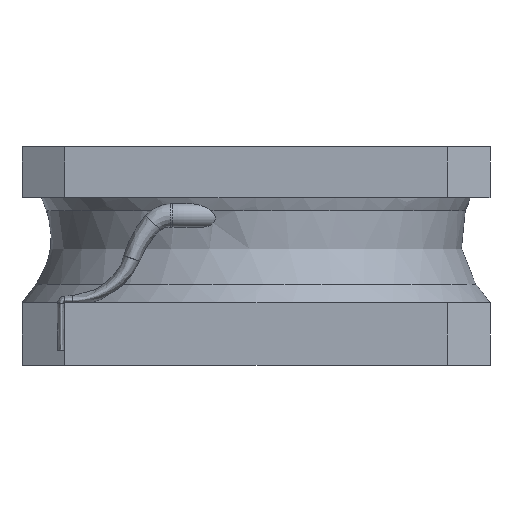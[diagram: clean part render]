
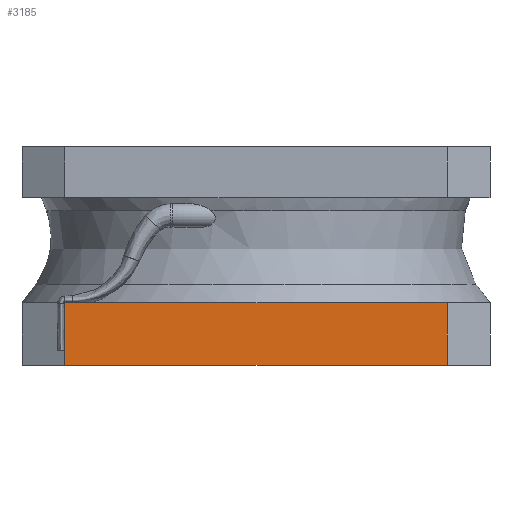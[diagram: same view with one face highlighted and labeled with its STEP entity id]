
A CAD part, left-side view. The second image highlights one B-rep face of the part: STEP entity #3185.
In plain terms, the highlighted face is planar.
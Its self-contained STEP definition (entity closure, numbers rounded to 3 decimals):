
#280=LINE('',#6162,#526);
#283=LINE('',#6168,#529);
#286=LINE('',#6174,#532);
#287=LINE('',#6176,#533);
#288=LINE('',#6177,#534);
#526=VECTOR('',#3712,1000.);
#529=VECTOR('',#3717,1000.);
#532=VECTOR('',#3722,1000.);
#533=VECTOR('',#3723,1000.);
#534=VECTOR('',#3724,1000.);
#1109=ORIENTED_EDGE('',*,*,#1477,.F.);
#1110=ORIENTED_EDGE('',*,*,#1471,.F.);
#1111=ORIENTED_EDGE('',*,*,#1474,.T.);
#1112=ORIENTED_EDGE('',*,*,#1478,.T.);
#1113=ORIENTED_EDGE('',*,*,#1479,.T.);
#1471=EDGE_CURVE('',#1695,#1696,#280,.T.);
#1474=EDGE_CURVE('',#1695,#1698,#283,.T.);
#1477=EDGE_CURVE('',#1696,#1700,#286,.T.);
#1478=EDGE_CURVE('',#1698,#1677,#287,.T.);
#1479=EDGE_CURVE('',#1677,#1700,#288,.T.);
#1677=VERTEX_POINT('',#5855);
#1695=VERTEX_POINT('',#6161);
#1696=VERTEX_POINT('',#6163);
#1698=VERTEX_POINT('',#6169);
#1700=VERTEX_POINT('',#6175);
#1908=EDGE_LOOP('',(#1109,#1110,#1111,#1112,#1113));
#2059=FACE_BOUND('',#1908,.T.);
#2156=PLANE('',#3296);
#3185=ADVANCED_FACE('',(#2059),#2156,.F.);
#3296=AXIS2_PLACEMENT_3D('',#6173,#3720,#3721);
#3712=DIRECTION('',(1.,0.,0.));
#3717=DIRECTION('',(0.,0.,1.));
#3720=DIRECTION('',(0.,-1.,0.));
#3721=DIRECTION('',(0.,0.,-1.));
#3722=DIRECTION('',(0.,0.,1.));
#3723=DIRECTION('',(1.,0.,0.));
#3724=DIRECTION('',(1.,0.,0.));
#5855=CARTESIAN_POINT('',(0.,3.,-0.675));
#6161=CARTESIAN_POINT('',(-2.45,3.,-1.475));
#6162=CARTESIAN_POINT('',(-2.45,3.,-1.475));
#6163=CARTESIAN_POINT('',(2.45,3.,-1.475));
#6168=CARTESIAN_POINT('',(-2.45,3.,-1.475));
#6169=CARTESIAN_POINT('',(-2.45,3.,-0.675));
#6173=CARTESIAN_POINT('',(-2.45,3.,-1.475));
#6174=CARTESIAN_POINT('',(2.45,3.,-1.475));
#6175=CARTESIAN_POINT('',(2.45,3.,-0.675));
#6176=CARTESIAN_POINT('',(-2.45,3.,-0.675));
#6177=CARTESIAN_POINT('',(-2.45,3.,-0.675));
